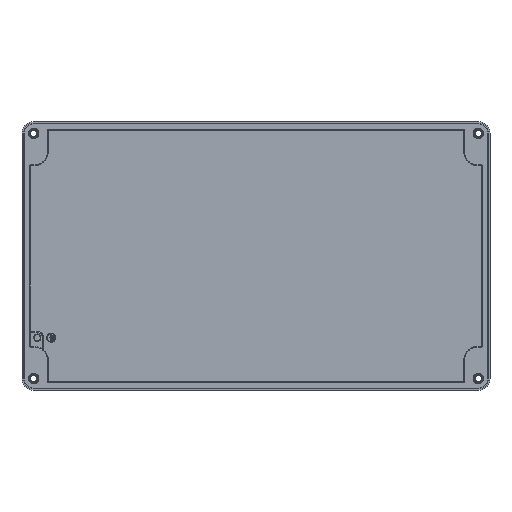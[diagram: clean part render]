
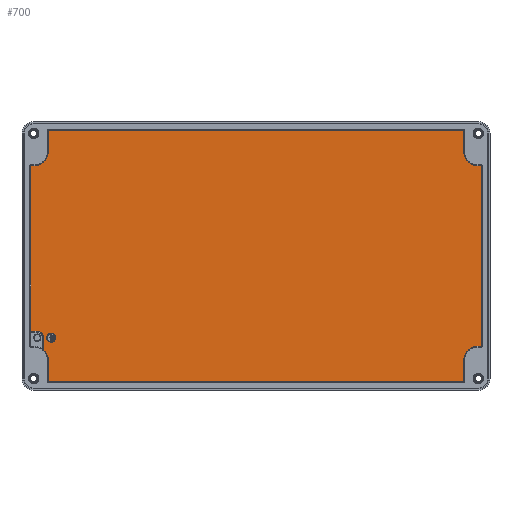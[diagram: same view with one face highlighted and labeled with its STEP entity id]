
A CAD part, front view. The second image highlights one B-rep face of the part: STEP entity #700.
In plain terms, the highlighted planar face has unit normal (0, -1, 0).
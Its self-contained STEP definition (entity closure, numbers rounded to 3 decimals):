
#114=PLANE('',#3332);
#163=FACE_BOUND('',#1123,.T.);
#291=LINE('',#4836,#470);
#293=LINE('',#4848,#472);
#295=LINE('',#4860,#474);
#296=LINE('',#4870,#475);
#298=LINE('',#4882,#477);
#329=LINE('',#4998,#508);
#332=LINE('',#5008,#511);
#333=LINE('',#5012,#512);
#334=LINE('',#5016,#513);
#335=LINE('',#5020,#514);
#336=LINE('',#5022,#515);
#337=LINE('',#5026,#516);
#338=LINE('',#5030,#517);
#470=VECTOR('',#3776,1.);
#472=VECTOR('',#3790,1.);
#474=VECTOR('',#3804,1.);
#475=VECTOR('',#3817,1.);
#477=VECTOR('',#3831,1.);
#508=VECTOR('',#3956,1.);
#511=VECTOR('',#3965,1.);
#512=VECTOR('',#3970,1.);
#513=VECTOR('',#3973,1.);
#514=VECTOR('',#3976,1.);
#515=VECTOR('',#3977,1.);
#516=VECTOR('',#3980,1.);
#517=VECTOR('',#3983,1.);
#700=ADVANCED_FACE('',(#927,#163),#114,.F.);
#927=FACE_OUTER_BOUND('',#1122,.T.);
#1122=EDGE_LOOP('',(#1771,#1772,#1773,#1774,#1775,#1776,#1777,#1778,#1779,
#1780,#1781,#1782,#1783,#1784,#1785,#1786,#1787,#1788,#1789,#1790,#1791,
#1792,#1793,#1794,#1795));
#1123=EDGE_LOOP('',(#1796,#1797));
#1322=CIRCLE('',#3252,11.266);
#1326=CIRCLE('',#3258,0.784);
#1330=CIRCLE('',#3264,0.784);
#1333=CIRCLE('',#3269,11.266);
#1339=CIRCLE('',#3277,0.784);
#1340=CIRCLE('',#3279,0.784);
#1363=CIRCLE('',#3324,0.784);
#1364=CIRCLE('',#3325,11.266);
#1365=CIRCLE('',#3326,0.784);
#1366=CIRCLE('',#3327,5.5);
#1367=CIRCLE('',#3328,11.266);
#1368=CIRCLE('',#3329,0.784);
#1369=CIRCLE('',#3330,3.9);
#1370=CIRCLE('',#3331,3.9);
#1771=ORIENTED_EDGE('',*,*,#2848,.F.);
#1772=ORIENTED_EDGE('',*,*,#2849,.T.);
#1773=ORIENTED_EDGE('',*,*,#2850,.F.);
#1774=ORIENTED_EDGE('',*,*,#2851,.T.);
#1775=ORIENTED_EDGE('',*,*,#2852,.F.);
#1776=ORIENTED_EDGE('',*,*,#2853,.T.);
#1777=ORIENTED_EDGE('',*,*,#2854,.F.);
#1778=ORIENTED_EDGE('',*,*,#2855,.F.);
#1779=ORIENTED_EDGE('',*,*,#2856,.T.);
#1780=ORIENTED_EDGE('',*,*,#2857,.F.);
#1781=ORIENTED_EDGE('',*,*,#2858,.T.);
#1782=ORIENTED_EDGE('',*,*,#2859,.F.);
#1783=ORIENTED_EDGE('',*,*,#2860,.T.);
#1784=ORIENTED_EDGE('',*,*,#2843,.F.);
#1785=ORIENTED_EDGE('',*,*,#2793,.T.);
#1786=ORIENTED_EDGE('',*,*,#2787,.F.);
#1787=ORIENTED_EDGE('',*,*,#2784,.T.);
#1788=ORIENTED_EDGE('',*,*,#2781,.F.);
#1789=ORIENTED_EDGE('',*,*,#2779,.T.);
#1790=ORIENTED_EDGE('',*,*,#2776,.F.);
#1791=ORIENTED_EDGE('',*,*,#2773,.T.);
#1792=ORIENTED_EDGE('',*,*,#2770,.F.);
#1793=ORIENTED_EDGE('',*,*,#2767,.T.);
#1794=ORIENTED_EDGE('',*,*,#2764,.F.);
#1795=ORIENTED_EDGE('',*,*,#2792,.T.);
#1796=ORIENTED_EDGE('',*,*,#2861,.T.);
#1797=ORIENTED_EDGE('',*,*,#2862,.T.);
#2453=VERTEX_POINT('',#4835);
#2454=VERTEX_POINT('',#4837);
#2456=VERTEX_POINT('',#4843);
#2458=VERTEX_POINT('',#4849);
#2460=VERTEX_POINT('',#4855);
#2462=VERTEX_POINT('',#4861);
#2464=VERTEX_POINT('',#4867);
#2465=VERTEX_POINT('',#4871);
#2467=VERTEX_POINT('',#4877);
#2469=VERTEX_POINT('',#4883);
#2472=VERTEX_POINT('',#4891);
#2473=VERTEX_POINT('',#4895);
#2507=VERTEX_POINT('',#4999);
#2510=VERTEX_POINT('',#5007);
#2511=VERTEX_POINT('',#5011);
#2512=VERTEX_POINT('',#5013);
#2513=VERTEX_POINT('',#5015);
#2514=VERTEX_POINT('',#5017);
#2515=VERTEX_POINT('',#5019);
#2516=VERTEX_POINT('',#5021);
#2517=VERTEX_POINT('',#5023);
#2518=VERTEX_POINT('',#5025);
#2519=VERTEX_POINT('',#5027);
#2520=VERTEX_POINT('',#5029);
#2521=VERTEX_POINT('',#5031);
#2522=VERTEX_POINT('',#5034);
#2523=VERTEX_POINT('',#5035);
#2764=EDGE_CURVE('',#2453,#2454,#291,.T.);
#2767=EDGE_CURVE('',#2456,#2454,#1322,.T.);
#2770=EDGE_CURVE('',#2456,#2458,#293,.T.);
#2773=EDGE_CURVE('',#2460,#2458,#1326,.T.);
#2776=EDGE_CURVE('',#2460,#2462,#295,.T.);
#2779=EDGE_CURVE('',#2464,#2462,#1330,.T.);
#2781=EDGE_CURVE('',#2464,#2465,#296,.T.);
#2784=EDGE_CURVE('',#2467,#2465,#1333,.T.);
#2787=EDGE_CURVE('',#2467,#2469,#298,.T.);
#2792=EDGE_CURVE('',#2453,#2472,#1339,.T.);
#2793=EDGE_CURVE('',#2473,#2469,#1340,.T.);
#2843=EDGE_CURVE('',#2473,#2507,#329,.T.);
#2848=EDGE_CURVE('',#2510,#2472,#332,.T.);
#2849=EDGE_CURVE('',#2510,#2511,#1363,.T.);
#2850=EDGE_CURVE('',#2512,#2511,#333,.T.);
#2851=EDGE_CURVE('',#2512,#2513,#1364,.T.);
#2852=EDGE_CURVE('',#2514,#2513,#334,.T.);
#2853=EDGE_CURVE('',#2514,#2515,#1365,.T.);
#2854=EDGE_CURVE('',#2516,#2515,#335,.T.);
#2855=EDGE_CURVE('',#2517,#2516,#336,.T.);
#2856=EDGE_CURVE('',#2517,#2518,#1366,.T.);
#2857=EDGE_CURVE('',#2519,#2518,#337,.T.);
#2858=EDGE_CURVE('',#2519,#2520,#1367,.T.);
#2859=EDGE_CURVE('',#2521,#2520,#338,.T.);
#2860=EDGE_CURVE('',#2521,#2507,#1368,.T.);
#2861=EDGE_CURVE('',#2522,#2523,#1369,.T.);
#2862=EDGE_CURVE('',#2523,#2522,#1370,.T.);
#3252=AXIS2_PLACEMENT_3D('',#4842,#3783,#3784);
#3258=AXIS2_PLACEMENT_3D('',#4854,#3797,#3798);
#3264=AXIS2_PLACEMENT_3D('',#4866,#3811,#3812);
#3269=AXIS2_PLACEMENT_3D('',#4876,#3823,#3824);
#3277=AXIS2_PLACEMENT_3D('',#4892,#3841,#3842);
#3279=AXIS2_PLACEMENT_3D('',#4894,#3845,#3846);
#3324=AXIS2_PLACEMENT_3D('',#5010,#3968,#3969);
#3325=AXIS2_PLACEMENT_3D('',#5014,#3971,#3972);
#3326=AXIS2_PLACEMENT_3D('',#5018,#3974,#3975);
#3327=AXIS2_PLACEMENT_3D('',#5024,#3978,#3979);
#3328=AXIS2_PLACEMENT_3D('',#5028,#3981,#3982);
#3329=AXIS2_PLACEMENT_3D('',#5032,#3984,#3985);
#3330=AXIS2_PLACEMENT_3D('',#5033,#3986,#3987);
#3331=AXIS2_PLACEMENT_3D('',#5036,#3988,#3989);
#3332=AXIS2_PLACEMENT_3D('',#5037,#3990,#3991);
#3776=DIRECTION('',(0.,0.,-1.));
#3783=DIRECTION('',(0.,1.,0.));
#3784=DIRECTION('',(0.,0.,-1.));
#3790=DIRECTION('',(1.,0.,0.));
#3797=DIRECTION('',(0.,-1.,0.));
#3798=DIRECTION('',(1.,0.,0.));
#3804=DIRECTION('',(0.,0.,-1.));
#3811=DIRECTION('',(0.,-1.,0.));
#3812=DIRECTION('',(0.,0.,-1.));
#3817=DIRECTION('',(-1.,0.,0.));
#3823=DIRECTION('',(0.,1.,0.));
#3824=DIRECTION('',(-1.,0.,0.));
#3831=DIRECTION('',(0.,0.,-1.));
#3841=DIRECTION('',(0.,-1.,0.));
#3842=DIRECTION('',(1.,0.,0.));
#3845=DIRECTION('',(0.,-1.,0.));
#3846=DIRECTION('',(0.,0.,-1.));
#3956=DIRECTION('',(-1.,0.,0.));
#3965=DIRECTION('',(1.,0.,0.));
#3968=DIRECTION('',(0.,-1.,0.));
#3969=DIRECTION('',(0.,0.,1.));
#3970=DIRECTION('',(0.,0.,1.));
#3971=DIRECTION('',(0.,1.,0.));
#3972=DIRECTION('',(1.,0.,0.));
#3973=DIRECTION('',(1.,0.,0.));
#3974=DIRECTION('',(0.,-1.,0.));
#3975=DIRECTION('',(0.,0.,1.));
#3976=DIRECTION('',(0.,0.,1.));
#3977=DIRECTION('',(-1.,0.,0.));
#3978=DIRECTION('',(0.,1.,0.));
#3979=DIRECTION('',(0.,0.,1.));
#3980=DIRECTION('',(0.,0.,1.));
#3981=DIRECTION('',(0.,1.,0.));
#3982=DIRECTION('',(0.652,0.,0.758));
#3983=DIRECTION('',(0.,0.,1.));
#3984=DIRECTION('',(0.,-1.,0.));
#3985=DIRECTION('',(-1.,0.,0.));
#3986=DIRECTION('',(0.,1.,0.));
#3987=DIRECTION('',(0.,0.,1.));
#3988=DIRECTION('',(0.,1.,0.));
#3989=DIRECTION('',(0.,0.,-1.));
#3990=DIRECTION('',(0.,1.,0.));
#3991=DIRECTION('',(0.,0.,1.));
#4835=CARTESIAN_POINT('',(178.034,16.,106.85));
#4836=CARTESIAN_POINT('',(178.034,16.,106.85));
#4837=CARTESIAN_POINT('',(178.034,16.,88.8));
#4842=CARTESIAN_POINT('',(189.3,16.,88.8));
#4843=CARTESIAN_POINT('',(189.3,16.,77.534));
#4848=CARTESIAN_POINT('',(189.3,16.,77.534));
#4849=CARTESIAN_POINT('',(192.35,16.,77.534));
#4854=CARTESIAN_POINT('',(192.35,16.,76.75));
#4855=CARTESIAN_POINT('',(193.134,16.,76.75));
#4860=CARTESIAN_POINT('',(193.134,16.,76.75));
#4861=CARTESIAN_POINT('',(193.134,16.,-76.75));
#4866=CARTESIAN_POINT('',(192.35,16.,-76.75));
#4867=CARTESIAN_POINT('',(192.35,16.,-77.534));
#4870=CARTESIAN_POINT('',(192.35,16.,-77.534));
#4871=CARTESIAN_POINT('',(189.3,16.,-77.534));
#4876=CARTESIAN_POINT('',(189.3,16.,-88.8));
#4877=CARTESIAN_POINT('',(178.034,16.,-88.8));
#4882=CARTESIAN_POINT('',(178.034,16.,-88.8));
#4883=CARTESIAN_POINT('',(178.034,16.,-106.85));
#4891=CARTESIAN_POINT('',(177.25,16.,107.634));
#4892=CARTESIAN_POINT('',(177.25,16.,106.85));
#4894=CARTESIAN_POINT('',(177.25,16.,-106.85));
#4895=CARTESIAN_POINT('',(177.25,16.,-107.634));
#4998=CARTESIAN_POINT('',(177.25,16.,-107.634));
#4999=CARTESIAN_POINT('',(-177.25,16.,-107.634));
#5007=CARTESIAN_POINT('',(-177.25,16.,107.634));
#5008=CARTESIAN_POINT('',(-106.25,16.,107.634));
#5010=CARTESIAN_POINT('',(-177.25,16.,106.85));
#5011=CARTESIAN_POINT('',(-178.034,16.,106.85));
#5012=CARTESIAN_POINT('',(-178.034,16.,88.8));
#5013=CARTESIAN_POINT('',(-178.034,16.,88.8));
#5014=CARTESIAN_POINT('',(-189.3,16.,88.8));
#5015=CARTESIAN_POINT('',(-189.3,16.,77.534));
#5016=CARTESIAN_POINT('',(-192.35,16.,77.534));
#5017=CARTESIAN_POINT('',(-192.35,16.,77.534));
#5018=CARTESIAN_POINT('',(-192.35,16.,76.75));
#5019=CARTESIAN_POINT('',(-193.134,16.,76.75));
#5020=CARTESIAN_POINT('',(-193.134,16.,-64.45));
#5021=CARTESIAN_POINT('',(-193.134,16.,-64.45));
#5022=CARTESIAN_POINT('',(-187.45,16.,-64.45));
#5023=CARTESIAN_POINT('',(-187.45,16.,-64.45));
#5024=CARTESIAN_POINT('',(-187.45,16.,-69.95));
#5025=CARTESIAN_POINT('',(-181.95,16.,-69.95));
#5026=CARTESIAN_POINT('',(-181.95,16.,-80.261));
#5027=CARTESIAN_POINT('',(-181.95,16.,-80.261));
#5028=CARTESIAN_POINT('',(-189.3,16.,-88.8));
#5029=CARTESIAN_POINT('',(-178.034,16.,-88.8));
#5030=CARTESIAN_POINT('',(-178.034,16.,-106.85));
#5031=CARTESIAN_POINT('',(-178.034,16.,-106.85));
#5032=CARTESIAN_POINT('',(-177.25,16.,-106.85));
#5033=CARTESIAN_POINT('',(-175.45,16.,-69.95));
#5034=CARTESIAN_POINT('',(-175.45,16.,-66.05));
#5035=CARTESIAN_POINT('',(-175.45,16.,-73.85));
#5036=CARTESIAN_POINT('',(-175.45,16.,-69.95));
#5037=CARTESIAN_POINT('',(261.85,16.,-105.35));
